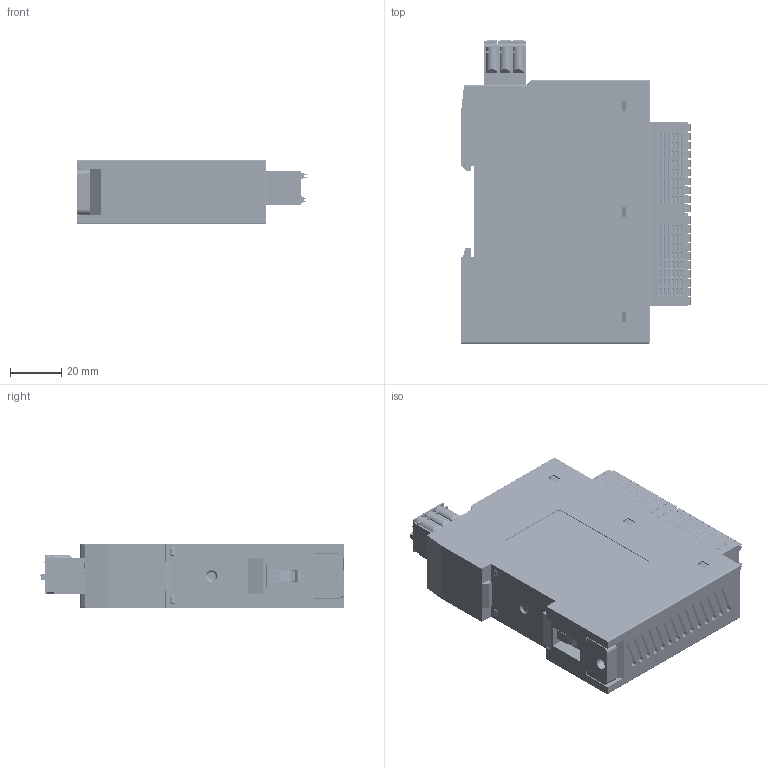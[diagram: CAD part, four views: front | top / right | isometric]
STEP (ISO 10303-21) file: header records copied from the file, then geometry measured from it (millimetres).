
FILE_DESCRIPTION(/* description */ (''),/* implementation_level */ '2;1');
FILE_NAME(/* name */ '',/* time_stamp */ '2022-06-20T18:30:01+08:00',/* author */ (''),/* organization */ (''),/* preprocessor_version */ 'ST-DEVELOPER v14',/* originating_system */ 'SIEMENS PLM Software NX 8.0',/* authorisation */ '');
FILE_SCHEMA (('AUTOMOTIVE_DESIGN { 1 0 10303 214 3 1 1 1 }'));
Products named in the file (1): Admi41E848ECrtqf
Bounding box: 88.98 x 117.8 x 25.2 mm (x, y, z)
Volume: 191814.1 mm3; surface area: 54159.5 mm2
Topology: 4 solids, 230 shells, 9662 faces, 24784 edges, 16011 vertices
Faces by surface type: plane 6441, cylinder 2217, torus 335, bspline 328, cone 175, sphere 84, extrusion 82
Full cylindrical faces by diameter (mm): 0.18 x2, 2.5 x3, 3.05 x40, 3.3 x3, 4 x3, 4.5 x1
Entity records: 308647 total; most frequent: CARTESIAN_POINT 75287, ORIENTED_EDGE 48774, DIRECTION 47042, EDGE_CURVE 24387, VECTOR 17696, LINE 17614, VERTEX_POINT 15930, AXIS2_PLACEMENT_3D 14673
